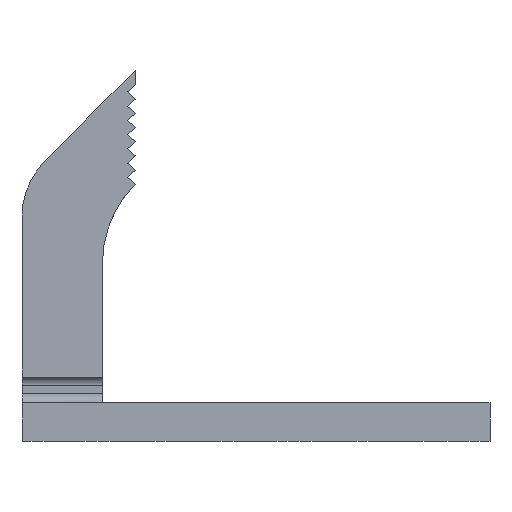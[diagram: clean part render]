
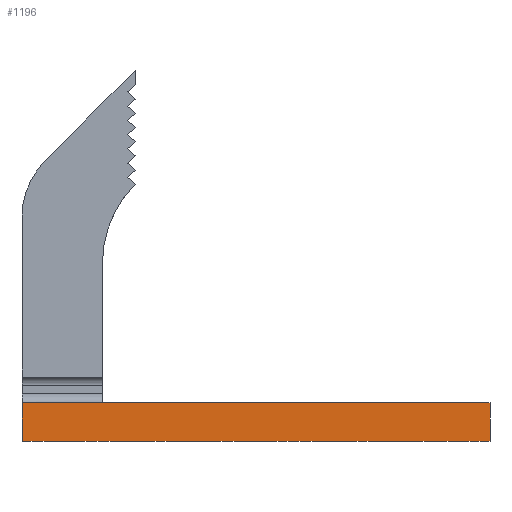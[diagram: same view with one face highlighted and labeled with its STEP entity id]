
A CAD part, front view. The second image highlights one B-rep face of the part: STEP entity #1196.
In plain terms, the highlighted planar face has unit normal (0, -1, 0).
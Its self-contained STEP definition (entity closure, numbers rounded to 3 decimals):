
#20 = CARTESIAN_POINT ( 'NONE',  ( 4.137, 1.2, 2.4 ) ) ;
#108 = EDGE_CURVE ( 'NONE', #484, #581, #2692, .T. ) ;
#191 = LINE ( 'NONE', #2668, #1390 ) ;
#214 = VECTOR ( 'NONE', #1523, 1000. ) ;
#259 = CARTESIAN_POINT ( 'NONE',  ( 4.137, 1.2, -2.4 ) ) ;
#301 = CARTESIAN_POINT ( 'NONE',  ( -62.37, 1.2, -2.401 ) ) ;
#413 = CARTESIAN_POINT ( 'NONE',  ( 62.37, 1.2, -2.401 ) ) ;
#434 = CARTESIAN_POINT ( 'NONE',  ( 62.37, 1.2, 2.4 ) ) ;
#484 = VERTEX_POINT ( 'NONE', #259 ) ;
#581 = VERTEX_POINT ( 'NONE', #20 ) ;
#707 = VECTOR ( 'NONE', #763, 1000. ) ;
#742 = EDGE_CURVE ( 'NONE', #2976, #581, #191, .T. ) ;
#763 = DIRECTION ( 'NONE',  ( 1., 0., 0. ) ) ;
#832 = ORIENTED_EDGE ( 'NONE', *, *, #1681, .T. ) ;
#1196 = ADVANCED_FACE ( 'NONE', ( #1679 ), #1987, .F. ) ;
#1301 = LINE ( 'NONE', #2415, #707 ) ;
#1303 = ORIENTED_EDGE ( 'NONE', *, *, #1419, .T. ) ;
#1390 = VECTOR ( 'NONE', #3270, 1000. ) ;
#1419 = EDGE_CURVE ( 'NONE', #1905, #2976, #1760, .T. ) ;
#1503 = EDGE_LOOP ( 'NONE', ( #2741, #1538, #832, #1303 ) ) ;
#1523 = DIRECTION ( 'NONE',  ( 0., 0., 1. ) ) ;
#1538 = ORIENTED_EDGE ( 'NONE', *, *, #108, .F. ) ;
#1595 = CARTESIAN_POINT ( 'NONE',  ( 4.137, 1.2, -2.401 ) ) ;
#1679 = FACE_OUTER_BOUND ( 'NONE', #1503, .T. ) ;
#1681 = EDGE_CURVE ( 'NONE', #484, #1905, #1301, .T. ) ;
#1760 = LINE ( 'NONE', #413, #214 ) ;
#1905 = VERTEX_POINT ( 'NONE', #3518 ) ;
#1987 = PLANE ( 'NONE',  #2928 ) ;
#2282 = DIRECTION ( 'NONE',  ( 0., 0., 1. ) ) ;
#2415 = CARTESIAN_POINT ( 'NONE',  ( -62.37, 1.2, -2.4 ) ) ;
#2541 = DIRECTION ( 'NONE',  ( 0., 1., 0. ) ) ;
#2668 = CARTESIAN_POINT ( 'NONE',  ( -62.37, 1.2, 2.4 ) ) ;
#2692 = LINE ( 'NONE', #1595, #3548 ) ;
#2708 = DIRECTION ( 'NONE',  ( 0., 0., 1. ) ) ;
#2741 = ORIENTED_EDGE ( 'NONE', *, *, #742, .T. ) ;
#2928 = AXIS2_PLACEMENT_3D ( 'NONE', #301, #2541, #2282 ) ;
#2976 = VERTEX_POINT ( 'NONE', #434 ) ;
#3270 = DIRECTION ( 'NONE',  ( -1., 0., 0. ) ) ;
#3518 = CARTESIAN_POINT ( 'NONE',  ( 62.37, 1.2, -2.4 ) ) ;
#3548 = VECTOR ( 'NONE', #2708, 1000. ) ;
